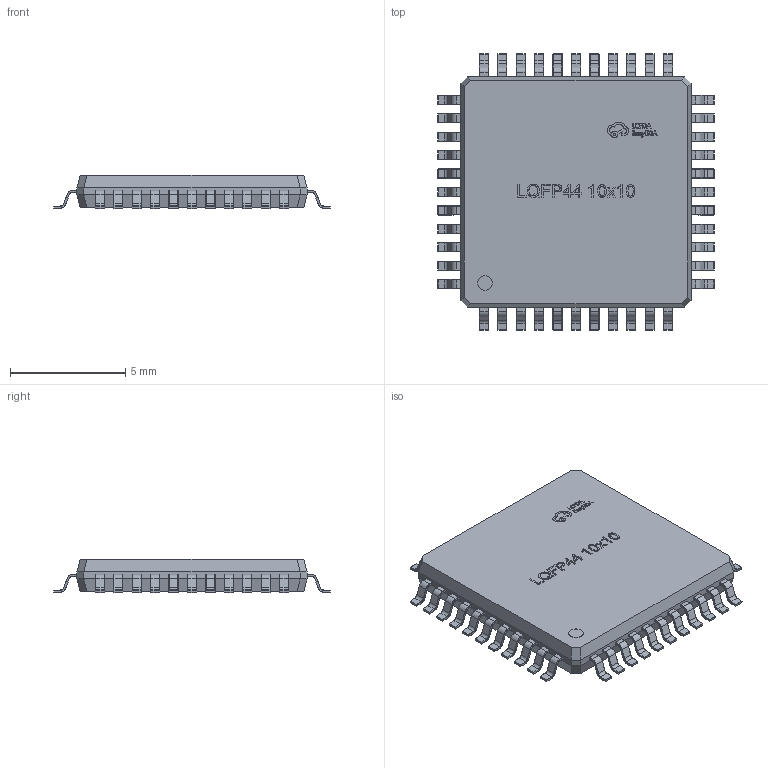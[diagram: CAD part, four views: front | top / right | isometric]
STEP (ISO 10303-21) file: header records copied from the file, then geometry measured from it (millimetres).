
FILE_DESCRIPTION (( 'STEP AP214' ), '1' );
FILE_NAME ('LQFP-44_L10.0-W10.0-H1.4-LS12.0-P0.80.step', '2022-07-09T04:55:24', ( '' ), ( '' ), 'SwSTEP 2.0', 'SolidWorks 2020', '' );
FILE_SCHEMA (( 'AUTOMOTIVE_DESIGN' ));
Length unit declared in the file: millimetre
Products named in the file (1): LQFP-44_L10.0-W10.0-H1.4-LS12.0-P0.80
Bounding box: 12.01 x 12.01 x 1.45 mm (x, y, z)
Volume: 139 mm3; surface area: 308.5 mm2
Topology: 45 solids, 45 shells, 2689 faces, 5845 edges, 3202 vertices
Faces by surface type: plane 1091, cylinder 882, torus 352, sphere 220, bspline 144
Entity records: 103188 total; most frequent: CARTESIAN_POINT 15769, DIRECTION 12673, ORIENTED_EDGE 11338, EDGE_CURVE 5669, AXIS2_PLACEMENT_3D 4750, VECTOR 3173, LINE 3173, VERTEX_POINT 3114
